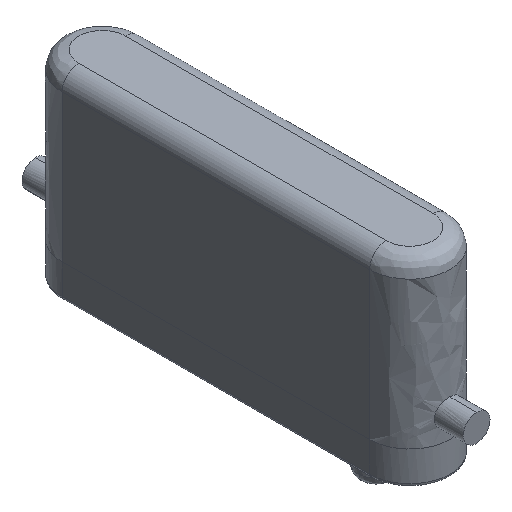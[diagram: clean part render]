
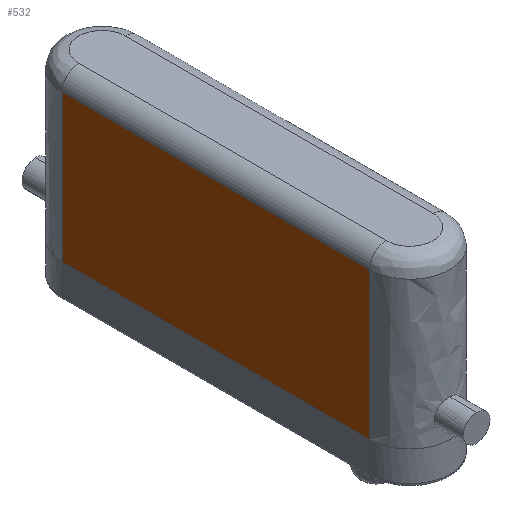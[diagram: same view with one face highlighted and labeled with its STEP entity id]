
A CAD part, isometric view. The second image highlights one B-rep face of the part: STEP entity #532.
In plain terms, the highlighted free-form (B-spline) face has degree [1, 1] with [2, 2] control points.
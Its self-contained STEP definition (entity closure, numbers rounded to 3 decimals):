
#222 = VERTEX_POINT('',#223);
#223 = CARTESIAN_POINT('',(-41.624,57.16,
    57.034));
#258 = VERTEX_POINT('',#259);
#259 = CARTESIAN_POINT('',(-41.624,-34.344,
    57.034));
#267 = EDGE_CURVE('',#258,#222,#268,.T.);
#268 = B_SPLINE_CURVE_WITH_KNOTS('',1,(#269,#270),.UNSPECIFIED.,.F.,.F.,
  (2,2),(10.,102.),.PIECEWISE_BEZIER_KNOTS.);
#269 = CARTESIAN_POINT('',(-41.624,-34.344,
    57.034));
#270 = CARTESIAN_POINT('',(-41.624,57.16,
    57.034));
#500 = VERTEX_POINT('',#501);
#501 = CARTESIAN_POINT('',(-41.624,57.16,
    13.271));
#511 = EDGE_CURVE('',#222,#500,#512,.T.);
#512 = B_SPLINE_CURVE_WITH_KNOTS('',1,(#513,#514),.UNSPECIFIED.,.F.,.F.,
  (2,2),(3.,47.),.PIECEWISE_BEZIER_KNOTS.);
#513 = CARTESIAN_POINT('',(-41.624,57.16,
    57.034));
#514 = CARTESIAN_POINT('',(-41.624,57.16,
    13.271));
#532 = ADVANCED_FACE('',(#533),#549,.F.);
#533 = FACE_BOUND('',#534,.T.);
#534 = EDGE_LOOP('',(#535,#536,#543,#548));
#535 = ORIENTED_EDGE('',*,*,#511,.T.);
#536 = ORIENTED_EDGE('',*,*,#537,.T.);
#537 = EDGE_CURVE('',#500,#538,#540,.T.);
#538 = VERTEX_POINT('',#539);
#539 = CARTESIAN_POINT('',(-41.624,-34.344,
    13.271));
#540 = B_SPLINE_CURVE_WITH_KNOTS('',1,(#541,#542),.UNSPECIFIED.,.F.,.F.,
  (2,2),(-102.,-10.),.PIECEWISE_BEZIER_KNOTS.);
#541 = CARTESIAN_POINT('',(-41.624,57.16,
    13.271));
#542 = CARTESIAN_POINT('',(-41.624,-34.344,
    13.271));
#543 = ORIENTED_EDGE('',*,*,#544,.T.);
#544 = EDGE_CURVE('',#538,#258,#545,.T.);
#545 = B_SPLINE_CURVE_WITH_KNOTS('',1,(#546,#547),.UNSPECIFIED.,.F.,.F.,
  (2,2),(-47.,-3.),.PIECEWISE_BEZIER_KNOTS.);
#546 = CARTESIAN_POINT('',(-41.624,-34.344,
    13.271));
#547 = CARTESIAN_POINT('',(-41.624,-34.344,
    57.034));
#548 = ORIENTED_EDGE('',*,*,#267,.T.);
#549 = B_SPLINE_SURFACE_WITH_KNOTS('',1,1,(
    (#550,#551)
    ,(#552,#553
    )),.UNSPECIFIED.,.F.,.F.,.F.,(2,2),(2,2),(3.,47.),(10.,102.),
  .PIECEWISE_BEZIER_KNOTS.);
#550 = CARTESIAN_POINT('',(-41.624,-34.344,
    57.034));
#551 = CARTESIAN_POINT('',(-41.624,57.16,
    57.034));
#552 = CARTESIAN_POINT('',(-41.624,-34.344,
    13.271));
#553 = CARTESIAN_POINT('',(-41.624,57.16,
    13.271));
